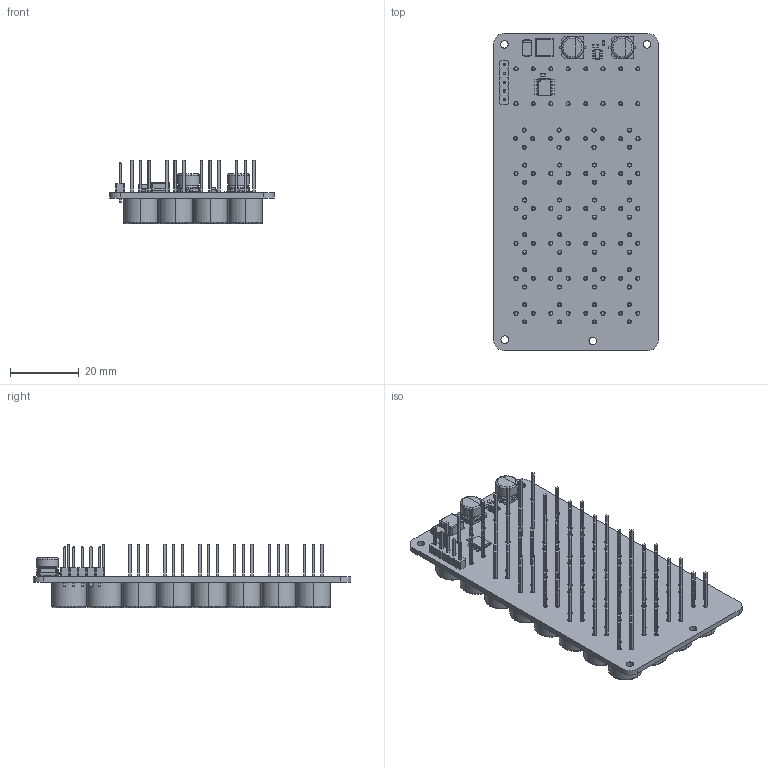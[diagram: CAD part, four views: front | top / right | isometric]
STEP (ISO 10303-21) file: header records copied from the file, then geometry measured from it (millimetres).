
FILE_DESCRIPTION(('KiCad electronic assembly'),'2;1');
FILE_NAME('emitter.step','2024-10-25T12:42:32',('Pcbnew'),('Kicad'), 'Open CASCADE STEP processor 7.6','KiCad to STEP converter','Unknown' );
FILE_SCHEMA(('AUTOMOTIVE_DESIGN { 1 0 10303 214 1 1 1 1 }'));
Length unit declared in the file: millimetre
Products named in the file (18): emitter 1; R_0603_1608Metric; PinHeader_1x05_P2.54mm_Vertical; PinHeader_1x05_P254mm_Vertical; D_SMA; Texas_HTSOP-8-1EP_3.9x4.9mm_P1.27mm_EP2.85x4.9mm_Mask2.4x3.1mm_
ThermalVias; Texas_HTSOP_8_1EP_39x49mm_P127mm_EP285x49mm_Mask24x31mm_ThermalVias; L_Sunlord_MWSA0503S; CQ assembly; SOT-23-6; SOT_23_6; CP_Elec_6.3x5.4; CP_Elec_63x54; MA40S4S; MA40S4R; emitter_PCB
Assembly tree (75 placements, depth 3):
  emitter 1
    R_0603_1608Metric  x3
      R_0603_1608Metric
    PinHeader_1x05_P2.54mm_Vertical
      PinHeader_1x05_P254mm_Vertical
    D_SMA
      D_SMA
    Texas_HTSOP-8-1EP_3.9x4.9mm_P1.27mm_EP2.85x4.9mm_Mask2.4x3.1mm_
ThermalVias
      Texas_HTSOP_8_1EP_39x49mm_P127mm_EP285x49mm_Mask24x31mm_ThermalVias
    L_Sunlord_MWSA0503S
      CQ assembly
    SOT-23-6
      SOT_23_6
    CP_Elec_6.3x5.4  x2
      CP_Elec_63x54
    MA40S4S  x56
      MA40S4R
    emitter_PCB
Bounding box: 47.86 x 92.31 x 18.4 mm (x, y, z)
Volume: 38705.5 mm3; surface area: 38428.1 mm2
Topology: 181 solids, 181 shells, 5316 faces, 12330 edges, 8114 vertices
Faces by surface type: plane 3302, cylinder 1812, torus 120, bspline 76, sphere 4, revolution 2
Full cylindrical faces by diameter (mm): 0.2 x1, 0.33 x6, 1 x5, 1.2 x112, 2.2 x4, 6.3 x4
Entity records: 28005 total; most frequent: CARTESIAN_POINT 4549, ORIENTED_EDGE 3934, DIRECTION 3918, EDGE_CURVE 1967, LINE 1369, VECTOR 1369, AXIS2_PLACEMENT_3D 1274, VERTEX_POINT 1251
